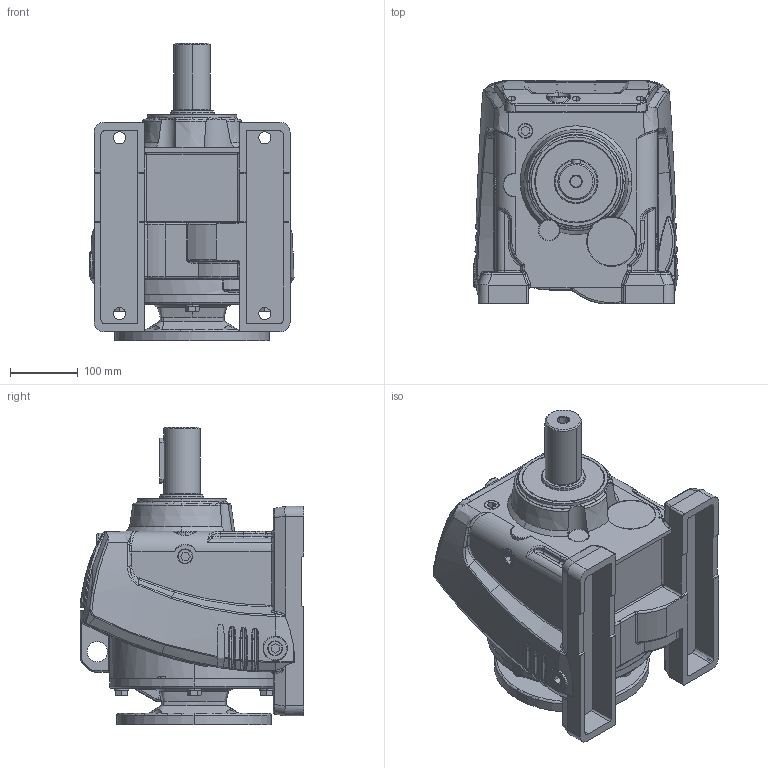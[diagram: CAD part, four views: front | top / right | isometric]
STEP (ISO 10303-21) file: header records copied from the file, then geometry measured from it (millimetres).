
FILE_DESCRIPTION (( 'STEP AP203' ), '1' );
FILE_NAME ('HGR-87-020-C.STEP', '2016-02-09T21:08:30', ( '' ), ( '' ), 'SwSTEP 2.0', 'SolidWorks 2015', '' );
FILE_SCHEMA (( 'CONFIG_CONTROL_DESIGN' ));
Length unit declared in the file: inch
Products named in the file (1): HGR-87-020-C
Bounding box: 301.8 x 330 x 440 mm (x, y, z)
Volume: 18110131.2 mm3; surface area: 960153.5 mm2
Topology: 27 solids, 27 shells, 1305 faces, 3233 edges, 1999 vertices
Faces by surface type: bspline 535, plane 317, cylinder 298, cone 71, torus 56, sphere 28
Entity records: 106532 total; most frequent: CARTESIAN_POINT 80134, ORIENTED_EDGE 6418, DIRECTION 4034, EDGE_CURVE 3209, VERTEX_POINT 1999, AXIS2_PLACEMENT_3D 1573, B_SPLINE_CURVE_WITH_KNOTS 1471, EDGE_LOOP 1384
